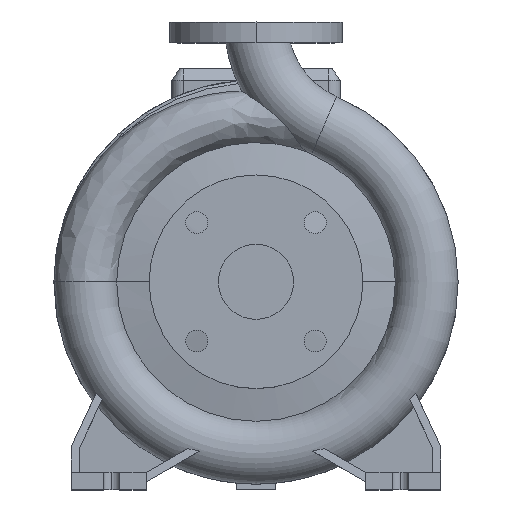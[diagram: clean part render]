
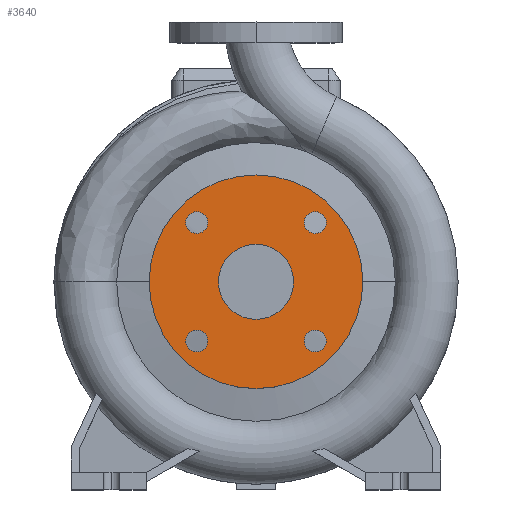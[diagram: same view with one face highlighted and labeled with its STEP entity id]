
A CAD part, top view. The second image highlights one B-rep face of the part: STEP entity #3640.
In plain terms, the highlighted planar face has unit normal (0, 0, 1).
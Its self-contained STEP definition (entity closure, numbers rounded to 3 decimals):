
#109 = CARTESIAN_POINT ( 'NONE',  ( -41.765, -51.265, 100. ) ) ;
#136 = ORIENTED_EDGE ( 'NONE', *, *, #173, .F. ) ;
#173 = EDGE_CURVE ( 'NONE', #6247, #9146, #12990, .T. ) ;
#350 = ORIENTED_EDGE ( 'NONE', *, *, #13066, .T. ) ;
#380 = DIRECTION ( 'NONE',  ( 1., 0., 0. ) ) ;
#654 = FACE_BOUND ( 'NONE', #3701, .T. ) ;
#856 = CARTESIAN_POINT ( 'NONE',  ( -51.265, 51.265, 100. ) ) ;
#1029 = AXIS2_PLACEMENT_3D ( 'NONE', #7693, #2161, #13881 ) ;
#1182 = EDGE_LOOP ( 'NONE', ( #12886, #136 ) ) ;
#1213 = DIRECTION ( 'NONE',  ( 0., 0., 1. ) ) ;
#1392 = CARTESIAN_POINT ( 'NONE',  ( 60.765, 51.265, 100. ) ) ;
#1834 = ORIENTED_EDGE ( 'NONE', *, *, #7023, .F. ) ;
#2153 = DIRECTION ( 'NONE',  ( 0., 0., 1. ) ) ;
#2161 = DIRECTION ( 'NONE',  ( 0., 0., 1. ) ) ;
#2220 = DIRECTION ( 'NONE',  ( 0., 0., 1. ) ) ;
#2514 = CARTESIAN_POINT ( 'NONE',  ( 0., 0., 100. ) ) ;
#2560 = CARTESIAN_POINT ( 'NONE',  ( 51.265, -51.265, 100. ) ) ;
#2723 = DIRECTION ( 'NONE',  ( 1., 0., 0. ) ) ;
#3060 = EDGE_CURVE ( 'NONE', #11489, #9771, #13289, .T. ) ;
#3237 = EDGE_CURVE ( 'NONE', #4039, #14303, #14220, .T. ) ;
#3279 = CIRCLE ( 'NONE', #11444, 9.5 ) ;
#3301 = VERTEX_POINT ( 'NONE', #11082 ) ;
#3458 = DIRECTION ( 'NONE',  ( 1., 0., 0. ) ) ;
#3547 = ORIENTED_EDGE ( 'NONE', *, *, #11076, .F. ) ;
#3640 = ADVANCED_FACE ( 'NONE', ( #8510, #10646, #13051, #4069, #4398, #654 ), #8438, .F. ) ;
#3701 = EDGE_LOOP ( 'NONE', ( #8107, #3547 ) ) ;
#3721 = DIRECTION ( 'NONE',  ( 0., 0., 1. ) ) ;
#3810 = CIRCLE ( 'NONE', #7529, 9.5 ) ;
#4039 = VERTEX_POINT ( 'NONE', #11688 ) ;
#4069 = FACE_OUTER_BOUND ( 'NONE', #5282, .T. ) ;
#4222 = ORIENTED_EDGE ( 'NONE', *, *, #12615, .F. ) ;
#4398 = FACE_BOUND ( 'NONE', #12213, .T. ) ;
#4478 = CIRCLE ( 'NONE', #11012, 9.5 ) ;
#4554 = CARTESIAN_POINT ( 'NONE',  ( 51.265, -51.265, 100. ) ) ;
#4770 = CARTESIAN_POINT ( 'NONE',  ( 51.265, 51.265, 100. ) ) ;
#4858 = CARTESIAN_POINT ( 'NONE',  ( 32.5, 0., 100. ) ) ;
#4949 = AXIS2_PLACEMENT_3D ( 'NONE', #4770, #11483, #2723 ) ;
#5160 = DIRECTION ( 'NONE',  ( -1., 0., 0. ) ) ;
#5282 = EDGE_LOOP ( 'NONE', ( #13692, #350 ) ) ;
#5287 = DIRECTION ( 'NONE',  ( 0., 0., 1. ) ) ;
#5380 = CARTESIAN_POINT ( 'NONE',  ( -51.265, -51.265, 100. ) ) ;
#5835 = CIRCLE ( 'NONE', #10978, 32.5 ) ;
#6049 = AXIS2_PLACEMENT_3D ( 'NONE', #11764, #12713, #380 ) ;
#6247 = VERTEX_POINT ( 'NONE', #6662 ) ;
#6321 = DIRECTION ( 'NONE',  ( 0., 0., -1. ) ) ;
#6448 = AXIS2_PLACEMENT_3D ( 'NONE', #11681, #14094, #12989 ) ;
#6520 = EDGE_CURVE ( 'NONE', #10670, #10206, #5835, .T. ) ;
#6658 = DIRECTION ( 'NONE',  ( 1., 0., 0. ) ) ;
#6662 = CARTESIAN_POINT ( 'NONE',  ( -60.765, 51.265, 100. ) ) ;
#6715 = AXIS2_PLACEMENT_3D ( 'NONE', #12917, #6321, #5160 ) ;
#6997 = DIRECTION ( 'NONE',  ( 1., 0., 0. ) ) ;
#7023 = EDGE_CURVE ( 'NONE', #14303, #4039, #3279, .T. ) ;
#7462 = CIRCLE ( 'NONE', #12135, 9.5 ) ;
#7529 = AXIS2_PLACEMENT_3D ( 'NONE', #2560, #3721, #6997 ) ;
#7641 = DIRECTION ( 'NONE',  ( 1., 0., 0. ) ) ;
#7693 = CARTESIAN_POINT ( 'NONE',  ( 0., 0., 100. ) ) ;
#7916 = EDGE_CURVE ( 'NONE', #9771, #11489, #8888, .T. ) ;
#8034 = ORIENTED_EDGE ( 'NONE', *, *, #6520, .F. ) ;
#8048 = CARTESIAN_POINT ( 'NONE',  ( 41.765, -51.265, 100. ) ) ;
#8107 = ORIENTED_EDGE ( 'NONE', *, *, #12467, .F. ) ;
#8438 = PLANE ( 'NONE',  #6715 ) ;
#8510 = FACE_BOUND ( 'NONE', #1182, .T. ) ;
#8538 = CARTESIAN_POINT ( 'NONE',  ( -92.5, 0., 100. ) ) ;
#8712 = CARTESIAN_POINT ( 'NONE',  ( 41.765, 51.265, 100. ) ) ;
#8888 = CIRCLE ( 'NONE', #4949, 9.5 ) ;
#8998 = DIRECTION ( 'NONE',  ( 1., 0., 0. ) ) ;
#9146 = VERTEX_POINT ( 'NONE', #9323 ) ;
#9323 = CARTESIAN_POINT ( 'NONE',  ( -41.765, 51.265, 100. ) ) ;
#9461 = CARTESIAN_POINT ( 'NONE',  ( 60.765, -51.265, 100. ) ) ;
#9732 = DIRECTION ( 'NONE',  ( 1., 0., 0. ) ) ;
#9771 = VERTEX_POINT ( 'NONE', #8712 ) ;
#9916 = EDGE_CURVE ( 'NONE', #9146, #6247, #7462, .T. ) ;
#10206 = VERTEX_POINT ( 'NONE', #10828 ) ;
#10377 = CARTESIAN_POINT ( 'NONE',  ( -51.265, -51.265, 100. ) ) ;
#10523 = DIRECTION ( 'NONE',  ( 0., 0., 1. ) ) ;
#10544 = ORIENTED_EDGE ( 'NONE', *, *, #3237, .F. ) ;
#10646 = FACE_BOUND ( 'NONE', #12140, .T. ) ;
#10670 = VERTEX_POINT ( 'NONE', #4858 ) ;
#10813 = CIRCLE ( 'NONE', #1029, 32.5 ) ;
#10828 = CARTESIAN_POINT ( 'NONE',  ( -32.5, 0., 100. ) ) ;
#10978 = AXIS2_PLACEMENT_3D ( 'NONE', #2514, #13466, #3458 ) ;
#11012 = AXIS2_PLACEMENT_3D ( 'NONE', #4554, #2153, #8998 ) ;
#11058 = EDGE_CURVE ( 'NONE', #3301, #13294, #13817, .T. ) ;
#11076 = EDGE_CURVE ( 'NONE', #11139, #12033, #4478, .T. ) ;
#11082 = CARTESIAN_POINT ( 'NONE',  ( 92.5, 0., 100. ) ) ;
#11139 = VERTEX_POINT ( 'NONE', #8048 ) ;
#11444 = AXIS2_PLACEMENT_3D ( 'NONE', #10377, #10523, #12791 ) ;
#11483 = DIRECTION ( 'NONE',  ( 0., 0., 1. ) ) ;
#11489 = VERTEX_POINT ( 'NONE', #1392 ) ;
#11681 = CARTESIAN_POINT ( 'NONE',  ( -51.265, 51.265, 100. ) ) ;
#11688 = CARTESIAN_POINT ( 'NONE',  ( -60.765, -51.265, 100. ) ) ;
#11764 = CARTESIAN_POINT ( 'NONE',  ( 51.265, 51.265, 100. ) ) ;
#11799 = EDGE_LOOP ( 'NONE', ( #8034, #4222 ) ) ;
#11828 = DIRECTION ( 'NONE',  ( 0., 0., 1. ) ) ;
#11989 = CIRCLE ( 'NONE', #12226, 92.5 ) ;
#12033 = VERTEX_POINT ( 'NONE', #9461 ) ;
#12135 = AXIS2_PLACEMENT_3D ( 'NONE', #856, #5287, #9732 ) ;
#12140 = EDGE_LOOP ( 'NONE', ( #14428, #13532 ) ) ;
#12213 = EDGE_LOOP ( 'NONE', ( #1834, #10544 ) ) ;
#12219 = CARTESIAN_POINT ( 'NONE',  ( 0., 0., 100. ) ) ;
#12226 = AXIS2_PLACEMENT_3D ( 'NONE', #12219, #2220, #6658 ) ;
#12372 = CARTESIAN_POINT ( 'NONE',  ( 0., 0., 100. ) ) ;
#12417 = AXIS2_PLACEMENT_3D ( 'NONE', #12372, #1213, #13472 ) ;
#12467 = EDGE_CURVE ( 'NONE', #12033, #11139, #3810, .T. ) ;
#12615 = EDGE_CURVE ( 'NONE', #10206, #10670, #10813, .T. ) ;
#12713 = DIRECTION ( 'NONE',  ( 0., 0., 1. ) ) ;
#12791 = DIRECTION ( 'NONE',  ( 1., 0., 0. ) ) ;
#12835 = AXIS2_PLACEMENT_3D ( 'NONE', #5380, #11828, #7641 ) ;
#12886 = ORIENTED_EDGE ( 'NONE', *, *, #9916, .F. ) ;
#12917 = CARTESIAN_POINT ( 'NONE',  ( 0., 92.5, 100. ) ) ;
#12989 = DIRECTION ( 'NONE',  ( 1., 0., 0. ) ) ;
#12990 = CIRCLE ( 'NONE', #6448, 9.5 ) ;
#13051 = FACE_BOUND ( 'NONE', #11799, .T. ) ;
#13066 = EDGE_CURVE ( 'NONE', #13294, #3301, #11989, .T. ) ;
#13289 = CIRCLE ( 'NONE', #6049, 9.5 ) ;
#13294 = VERTEX_POINT ( 'NONE', #8538 ) ;
#13466 = DIRECTION ( 'NONE',  ( 0., 0., 1. ) ) ;
#13472 = DIRECTION ( 'NONE',  ( 1., 0., 0. ) ) ;
#13532 = ORIENTED_EDGE ( 'NONE', *, *, #7916, .F. ) ;
#13692 = ORIENTED_EDGE ( 'NONE', *, *, #11058, .T. ) ;
#13817 = CIRCLE ( 'NONE', #12417, 92.5 ) ;
#13881 = DIRECTION ( 'NONE',  ( 1., 0., 0. ) ) ;
#14094 = DIRECTION ( 'NONE',  ( 0., 0., 1. ) ) ;
#14220 = CIRCLE ( 'NONE', #12835, 9.5 ) ;
#14303 = VERTEX_POINT ( 'NONE', #109 ) ;
#14428 = ORIENTED_EDGE ( 'NONE', *, *, #3060, .F. ) ;
